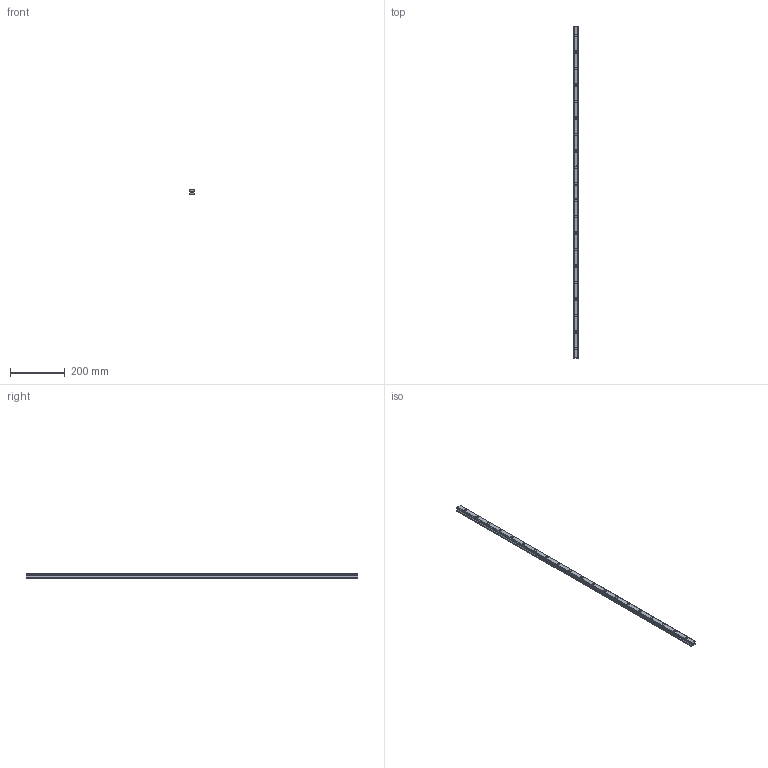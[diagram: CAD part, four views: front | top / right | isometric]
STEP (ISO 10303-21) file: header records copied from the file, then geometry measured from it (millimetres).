
FILE_DESCRIPTION(('STEP AP214'),'1');
FILE_NAME('cctmp_74DCE604-4764-47D4-A246-12C1AA449F94_2020_5_19_8_31_18_261..stp','2020-05-19T06:31:18',('HIWIN GmbH'),('CADClick - www.CADClick.com'),'Spatial InterOp 3D',' ','unknown authorization');
FILE_SCHEMA(('AUTOMOTIVE_DESIGN'));
Length unit declared in the file: millimetre
Products named in the file (1): HGR20R1210H_FILE
Bounding box: 20 x 1210 x 17.5 mm (x, y, z)
Volume: 346058.5 mm3; surface area: 102880.7 mm2
Topology: 1 solids, 1 shells, 287 faces, 663 edges, 442 vertices
Faces by surface type: plane 145, cylinder 142
Entity records: 10561 total; most frequent: DIRECTION 1523, CARTESIAN_POINT 1393, ORIENTED_EDGE 1326, EDGE_CURVE 663, AXIS2_PLACEMENT_3D 572, VERTEX_POINT 442, LINE 379, VECTOR 379
